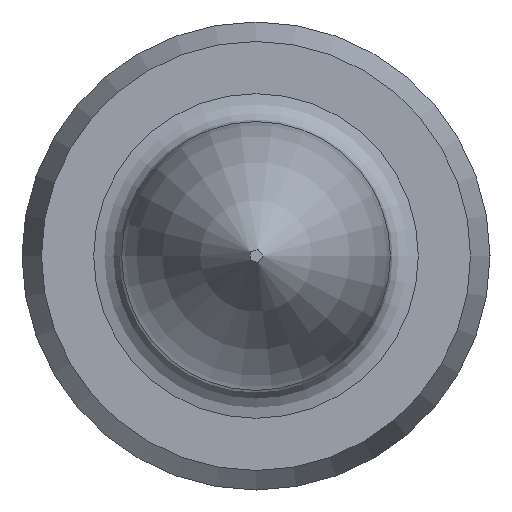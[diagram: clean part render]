
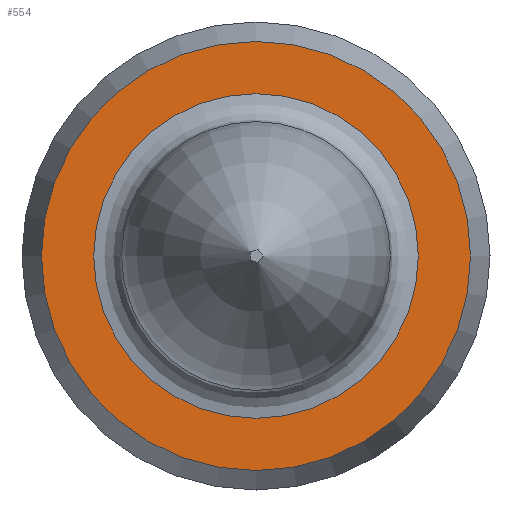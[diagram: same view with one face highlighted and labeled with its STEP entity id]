
A CAD part, left-side view. The second image highlights one B-rep face of the part: STEP entity #554.
In plain terms, the highlighted planar face has unit normal (-1, 0, 0).
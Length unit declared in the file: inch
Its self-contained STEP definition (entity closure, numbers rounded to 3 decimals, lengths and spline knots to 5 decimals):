
#30 = AXIS2_PLACEMENT_3D ( 'NONE', #414, #1221, #926 ) ;
#107 = EDGE_CURVE ( 'NONE', #506, #506, #1032, .T. ) ;
#136 = FACE_BOUND ( 'NONE', #796, .T. ) ;
#140 = DIRECTION ( 'NONE',  ( -1., 0., 0. ) ) ;
#217 = CARTESIAN_POINT ( 'NONE',  ( 0., 0., 0. ) ) ;
#233 = PLANE ( 'NONE',  #30 ) ;
#264 = EDGE_LOOP ( 'NONE', ( #289 ) ) ;
#287 = DIRECTION ( 'NONE',  ( 0., -1., 0. ) ) ;
#289 = ORIENTED_EDGE ( 'NONE', *, *, #107, .T. ) ;
#309 = CARTESIAN_POINT ( 'NONE',  ( 0., -0.0154, 0. ) ) ;
#327 = EDGE_CURVE ( 'NONE', #790, #790, #954, .T. ) ;
#383 = CARTESIAN_POINT ( 'NONE',  ( 0., 0., 0. ) ) ;
#414 = CARTESIAN_POINT ( 'NONE',  ( 0., 0.01165, 0. ) ) ;
#424 = DIRECTION ( 'NONE',  ( 0., -1., 0. ) ) ;
#506 = VERTEX_POINT ( 'NONE', #309 ) ;
#548 = ORIENTED_EDGE ( 'NONE', *, *, #327, .F. ) ;
#554 = ADVANCED_FACE ( 'NONE', ( #136, #737 ), #233, .F. ) ;
#600 = CARTESIAN_POINT ( 'NONE',  ( 0., -0.01165, 0. ) ) ;
#737 = FACE_OUTER_BOUND ( 'NONE', #264, .T. ) ;
#790 = VERTEX_POINT ( 'NONE', #600 ) ;
#796 = EDGE_LOOP ( 'NONE', ( #548 ) ) ;
#826 = AXIS2_PLACEMENT_3D ( 'NONE', #217, #140, #424 ) ;
#926 = DIRECTION ( 'NONE',  ( 0., 1., 0. ) ) ;
#954 = CIRCLE ( 'NONE', #1108, 0.01165 ) ;
#1032 = CIRCLE ( 'NONE', #826, 0.0154 ) ;
#1108 = AXIS2_PLACEMENT_3D ( 'NONE', #383, #1161, #287 ) ;
#1161 = DIRECTION ( 'NONE',  ( -1., 0., 0. ) ) ;
#1221 = DIRECTION ( 'NONE',  ( 1., 0., 0. ) ) ;
